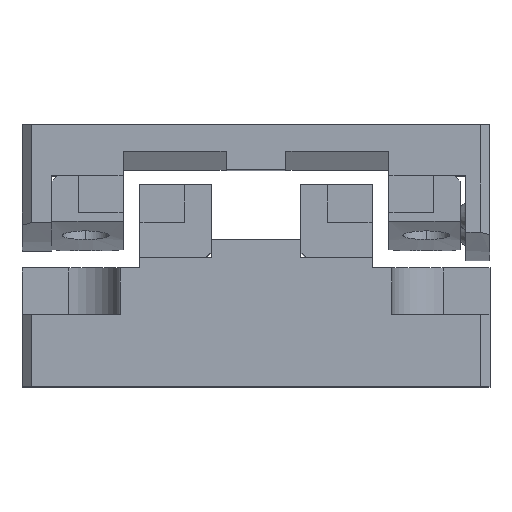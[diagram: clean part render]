
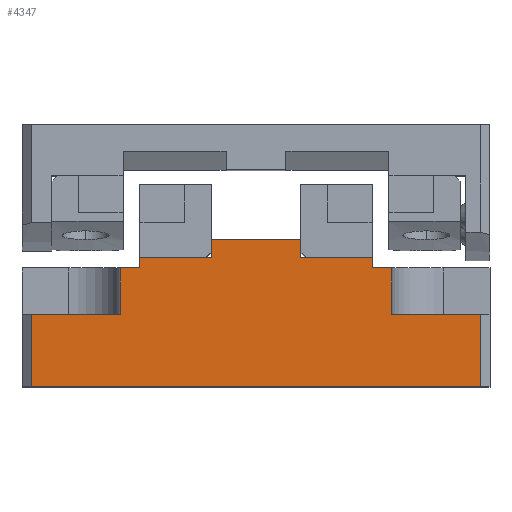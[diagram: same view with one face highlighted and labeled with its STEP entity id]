
A CAD part, top view. The second image highlights one B-rep face of the part: STEP entity #4347.
In plain terms, the highlighted planar face has unit normal (0, 0, 1).
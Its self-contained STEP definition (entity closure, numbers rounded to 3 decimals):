
#78 = ORIENTED_EDGE ( 'NONE', *, *, #2758, .T. ) ;
#372 = EDGE_CURVE ( 'NONE', #1321, #7745, #5762, .T. ) ;
#468 = ORIENTED_EDGE ( 'NONE', *, *, #3969, .T. ) ;
#495 = LINE ( 'NONE', #4474, #9136 ) ;
#529 = CARTESIAN_POINT ( 'NONE',  ( 0., 6.35, 25. ) ) ;
#730 = ORIENTED_EDGE ( 'NONE', *, *, #2178, .T. ) ;
#817 = CARTESIAN_POINT ( 'NONE',  ( 10.1, 7.85, 25. ) ) ;
#831 = DIRECTION ( 'NONE',  ( 0., -1., 0. ) ) ;
#1054 = ORIENTED_EDGE ( 'NONE', *, *, #2927, .T. ) ;
#1059 = VECTOR ( 'NONE', #2589, 1000. ) ;
#1229 = CARTESIAN_POINT ( 'NONE',  ( 0.5, 3.85, 25. ) ) ;
#1291 = CARTESIAN_POINT ( 'NONE',  ( 18.7, 6.35, 25. ) ) ;
#1321 = VERTEX_POINT ( 'NONE', #1229 ) ;
#1356 = VERTEX_POINT ( 'NONE', #4304 ) ;
#1391 = LINE ( 'NONE', #5352, #4190 ) ;
#1485 = VERTEX_POINT ( 'NONE', #11433 ) ;
#1506 = ORIENTED_EDGE ( 'NONE', *, *, #11822, .F. ) ;
#1729 = VECTOR ( 'NONE', #6898, 1000. ) ;
#1931 = CARTESIAN_POINT ( 'NONE',  ( 18.7, 6.88, 25. ) ) ;
#2045 = CARTESIAN_POINT ( 'NONE',  ( 5.25, 3.85, 25. ) ) ;
#2061 = CARTESIAN_POINT ( 'NONE',  ( 25., 0., 25. ) ) ;
#2067 = EDGE_CURVE ( 'NONE', #1356, #12638, #4087, .T. ) ;
#2178 = EDGE_CURVE ( 'NONE', #1485, #5875, #9389, .T. ) ;
#2280 = EDGE_CURVE ( 'NONE', #8773, #3837, #10785, .T. ) ;
#2314 = EDGE_CURVE ( 'NONE', #7745, #4350, #10911, .T. ) ;
#2427 = DIRECTION ( 'NONE',  ( -1., 0., 0. ) ) ;
#2589 = DIRECTION ( 'NONE',  ( 0., 1., 0. ) ) ;
#2695 = VECTOR ( 'NONE', #6943, 1000. ) ;
#2758 = EDGE_CURVE ( 'NONE', #9325, #8836, #495, .T. ) ;
#2845 = DIRECTION ( 'NONE',  ( -1., 0., 0. ) ) ;
#2927 = EDGE_CURVE ( 'NONE', #4350, #8664, #3949, .T. ) ;
#2987 = CARTESIAN_POINT ( 'NONE',  ( 10.1, 7.85, 25. ) ) ;
#3003 = ORIENTED_EDGE ( 'NONE', *, *, #6278, .T. ) ;
#3044 = CARTESIAN_POINT ( 'NONE',  ( 19.75, -3.575, 25. ) ) ;
#3098 = VECTOR ( 'NONE', #4505, 1000. ) ;
#3102 = VERTEX_POINT ( 'NONE', #11557 ) ;
#3221 = VECTOR ( 'NONE', #5256, 1000. ) ;
#3281 = LINE ( 'NONE', #7175, #11588 ) ;
#3333 = CARTESIAN_POINT ( 'NONE',  ( 14.9, 7.85, 25. ) ) ;
#3743 = CARTESIAN_POINT ( 'NONE',  ( 6.3, 6.35, 25. ) ) ;
#3821 = PLANE ( 'NONE',  #11399 ) ;
#3837 = VERTEX_POINT ( 'NONE', #11529 ) ;
#3949 = LINE ( 'NONE', #7848, #7280 ) ;
#3969 = EDGE_CURVE ( 'NONE', #3102, #11244, #11782, .T. ) ;
#4087 = LINE ( 'NONE', #7987, #9356 ) ;
#4093 = CARTESIAN_POINT ( 'NONE',  ( 0.5, 0., 25. ) ) ;
#4190 = VECTOR ( 'NONE', #9284, 1000. ) ;
#4304 = CARTESIAN_POINT ( 'NONE',  ( 6.3, 6.88, 25. ) ) ;
#4347 = ADVANCED_FACE ( 'NONE', ( #12617 ), #3821, .F. ) ;
#4350 = VERTEX_POINT ( 'NONE', #6753 ) ;
#4474 = CARTESIAN_POINT ( 'NONE',  ( 14.9, 6.35, 25. ) ) ;
#4505 = DIRECTION ( 'NONE',  ( -1., 0., 0. ) ) ;
#4674 = VECTOR ( 'NONE', #831, 1000. ) ;
#4757 = EDGE_CURVE ( 'NONE', #8664, #10986, #4917, .T. ) ;
#4917 = LINE ( 'NONE', #8851, #10789 ) ;
#5256 = DIRECTION ( 'NONE',  ( 0., -1., 0. ) ) ;
#5322 = CARTESIAN_POINT ( 'NONE',  ( 5.25, 6.35, 25. ) ) ;
#5352 = CARTESIAN_POINT ( 'NONE',  ( 0., 3.85, 25. ) ) ;
#5741 = EDGE_CURVE ( 'NONE', #10986, #9325, #11838, .T. ) ;
#5762 = LINE ( 'NONE', #9695, #4674 ) ;
#5875 = VERTEX_POINT ( 'NONE', #5322 ) ;
#5893 = DIRECTION ( 'NONE',  ( 1., 0., 0. ) ) ;
#5909 = CARTESIAN_POINT ( 'NONE',  ( 24.5, 3.85, 25. ) ) ;
#6016 = DIRECTION ( 'NONE',  ( 1., 0., 0. ) ) ;
#6130 = CARTESIAN_POINT ( 'NONE',  ( 19.75, 3.85, 25. ) ) ;
#6278 = EDGE_CURVE ( 'NONE', #8773, #3102, #12137, .T. ) ;
#6753 = CARTESIAN_POINT ( 'NONE',  ( 24.5, 0., 25. ) ) ;
#6898 = DIRECTION ( 'NONE',  ( -1., 0., 0. ) ) ;
#6943 = DIRECTION ( 'NONE',  ( 0., 1., 0. ) ) ;
#7041 = VECTOR ( 'NONE', #7635, 1000. ) ;
#7175 = CARTESIAN_POINT ( 'NONE',  ( 10.1, 6.35, 25. ) ) ;
#7189 = CARTESIAN_POINT ( 'NONE',  ( 14.9, 6.88, 25. ) ) ;
#7233 = DIRECTION ( 'NONE',  ( 0., 1., 0. ) ) ;
#7272 = ORIENTED_EDGE ( 'NONE', *, *, #8931, .T. ) ;
#7280 = VECTOR ( 'NONE', #11780, 1000. ) ;
#7304 = VECTOR ( 'NONE', #6016, 1000. ) ;
#7393 = VECTOR ( 'NONE', #5893, 1000. ) ;
#7471 = LINE ( 'NONE', #11394, #1059 ) ;
#7550 = ORIENTED_EDGE ( 'NONE', *, *, #2314, .T. ) ;
#7635 = DIRECTION ( 'NONE',  ( 0., -1., 0. ) ) ;
#7718 = CARTESIAN_POINT ( 'NONE',  ( 0., 0., 25. ) ) ;
#7727 = VERTEX_POINT ( 'NONE', #2045 ) ;
#7745 = VERTEX_POINT ( 'NONE', #4093 ) ;
#7848 = CARTESIAN_POINT ( 'NONE',  ( 24.5, 0., 25. ) ) ;
#7870 = EDGE_CURVE ( 'NONE', #7727, #1321, #1391, .T. ) ;
#7987 = CARTESIAN_POINT ( 'NONE',  ( 18.7, 6.88, 25. ) ) ;
#8106 = ORIENTED_EDGE ( 'NONE', *, *, #4757, .T. ) ;
#8240 = ORIENTED_EDGE ( 'NONE', *, *, #9596, .F. ) ;
#8249 = ORIENTED_EDGE ( 'NONE', *, *, #10550, .T. ) ;
#8382 = DIRECTION ( 'NONE',  ( -1., 0., 0. ) ) ;
#8664 = VERTEX_POINT ( 'NONE', #5909 ) ;
#8717 = ORIENTED_EDGE ( 'NONE', *, *, #7870, .T. ) ;
#8773 = VERTEX_POINT ( 'NONE', #7189 ) ;
#8774 = CARTESIAN_POINT ( 'NONE',  ( 19.75, 6.35, 25. ) ) ;
#8836 = VERTEX_POINT ( 'NONE', #12286 ) ;
#8851 = CARTESIAN_POINT ( 'NONE',  ( 0., 3.85, 25. ) ) ;
#8931 = EDGE_CURVE ( 'NONE', #1356, #1485, #12540, .T. ) ;
#9060 = ORIENTED_EDGE ( 'NONE', *, *, #372, .T. ) ;
#9136 = VECTOR ( 'NONE', #8382, 1000. ) ;
#9284 = DIRECTION ( 'NONE',  ( -1., 0., 0. ) ) ;
#9325 = VERTEX_POINT ( 'NONE', #8774 ) ;
#9356 = VECTOR ( 'NONE', #11929, 1000. ) ;
#9389 = LINE ( 'NONE', #529, #3098 ) ;
#9596 = EDGE_CURVE ( 'NONE', #7727, #5875, #7471, .T. ) ;
#9688 = VECTOR ( 'NONE', #7233, 1000. ) ;
#9695 = CARTESIAN_POINT ( 'NONE',  ( 0.5, 0., 25. ) ) ;
#9919 = CARTESIAN_POINT ( 'NONE',  ( 10.1, 6.88, 25. ) ) ;
#10140 = LINE ( 'NONE', #1291, #3221 ) ;
#10550 = EDGE_CURVE ( 'NONE', #11244, #12638, #3281, .T. ) ;
#10721 = ORIENTED_EDGE ( 'NONE', *, *, #2067, .F. ) ;
#10785 = LINE ( 'NONE', #1931, #7393 ) ;
#10789 = VECTOR ( 'NONE', #2427, 1000. ) ;
#10911 = LINE ( 'NONE', #2061, #7304 ) ;
#10944 = EDGE_LOOP ( 'NONE', ( #7550, #1054, #8106, #12701, #78, #1506, #11608, #3003, #468, #8249, #10721, #7272, #730, #8240, #8717, #9060 ) ) ;
#10986 = VERTEX_POINT ( 'NONE', #6130 ) ;
#11107 = DIRECTION ( 'NONE',  ( 0., -1., 0. ) ) ;
#11244 = VERTEX_POINT ( 'NONE', #817 ) ;
#11394 = CARTESIAN_POINT ( 'NONE',  ( 5.25, -3.575, 25. ) ) ;
#11399 = AXIS2_PLACEMENT_3D ( 'NONE', #7718, #11648, #2845 ) ;
#11433 = CARTESIAN_POINT ( 'NONE',  ( 6.3, 6.35, 25. ) ) ;
#11529 = CARTESIAN_POINT ( 'NONE',  ( 18.7, 6.88, 25. ) ) ;
#11557 = CARTESIAN_POINT ( 'NONE',  ( 14.9, 7.85, 25. ) ) ;
#11588 = VECTOR ( 'NONE', #11107, 1000. ) ;
#11608 = ORIENTED_EDGE ( 'NONE', *, *, #2280, .F. ) ;
#11648 = DIRECTION ( 'NONE',  ( 0., 0., -1. ) ) ;
#11780 = DIRECTION ( 'NONE',  ( 0., 1., 0. ) ) ;
#11782 = LINE ( 'NONE', #2987, #1729 ) ;
#11822 = EDGE_CURVE ( 'NONE', #3837, #8836, #10140, .T. ) ;
#11838 = LINE ( 'NONE', #3044, #2695 ) ;
#11929 = DIRECTION ( 'NONE',  ( 1., 0., 0. ) ) ;
#12137 = LINE ( 'NONE', #3333, #9688 ) ;
#12286 = CARTESIAN_POINT ( 'NONE',  ( 18.7, 6.35, 25. ) ) ;
#12540 = LINE ( 'NONE', #3743, #7041 ) ;
#12617 = FACE_OUTER_BOUND ( 'NONE', #10944, .T. ) ;
#12638 = VERTEX_POINT ( 'NONE', #9919 ) ;
#12701 = ORIENTED_EDGE ( 'NONE', *, *, #5741, .T. ) ;
